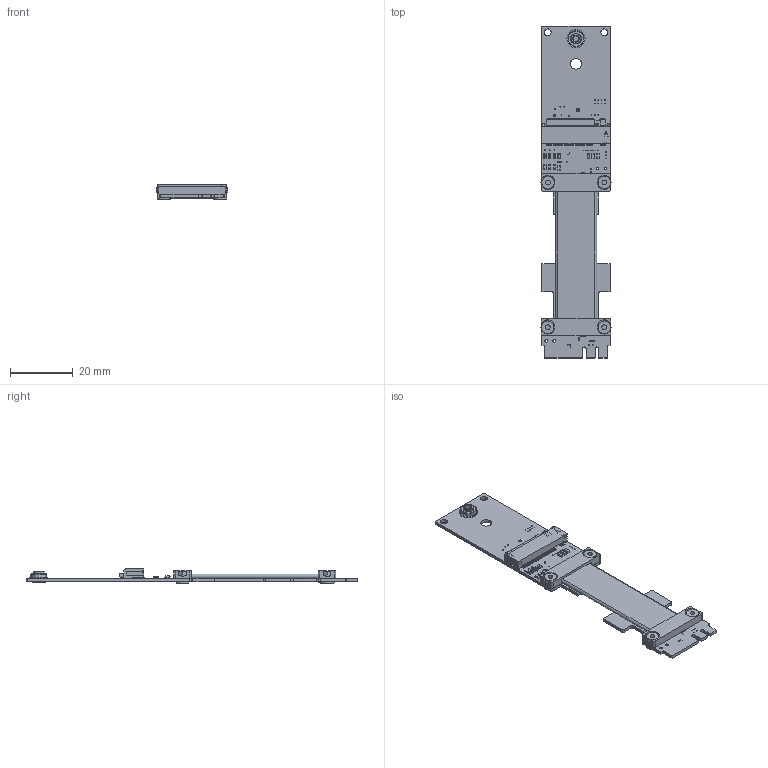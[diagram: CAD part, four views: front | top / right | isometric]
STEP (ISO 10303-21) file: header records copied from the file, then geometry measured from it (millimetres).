
FILE_DESCRIPTION(('Open CASCADE Model'),'2;1');
FILE_NAME('Open CASCADE Shape Model','2020-03-21T02:57:55',('Author'),( 'Open CASCADE'),'Open CASCADE STEP processor 6.8','Open CASCADE 6.8' ,'Unknown');
FILE_SCHEMA(('AUTOMOTIVE_DESIGN { 1 0 10303 214 1 1 1 1 }'));
Length unit declared in the file: millimetre
Products named in the file (34): PCB; Board; Open CASCADE STEP translator 6.8 16.1.1; C1; C0603_060; R3; 0603_RES; Capsule; Encapsulation; TopCover; R2; R1; D3_ACC; LED_AP1608; D2_ERR; D1_VCC; CN1; c-1-2199119-2-a1-3d_RGB4404530; C5; C4; C3; C2; Free-Models; M2_nuc_RGB6740479; Hexagon_nut_ISO_4032_(DIN_934)_-_M2_RGB9411503; G0030_RGB14277081; RP55S-PAD; G0030_RGB12967653; G0038; Tape14x5_RGB0; G0030_RGB9411503; cable20-43-s
Assembly tree (57 placements, depth 4):
  PCB
    Board
      Open CASCADE STEP translator 6.8 16.1.1
    C1
      C0603_060
      C0603_060
      C0603_060
    R3
      0603_RES
        Capsule
        Encapsulation  x2
        TopCover
    R2
      0603_RES
        Capsule
        Encapsulation  x2
        TopCover
    R1
      0603_RES
        Capsule
        Encapsulation  x2
        TopCover
    D3_ACC
      LED_AP1608
    D2_ERR
      LED_AP1608
    D1_VCC
      LED_AP1608
    CN1
      c-1-2199119-2-a1-3d_RGB4404530
    C5
      C0603_060
      C0603_060
      C0603_060
    C4
      C0603_060
      C0603_060
      C0603_060
    C3
      C0603_060
      C0603_060
      C0603_060
    C2
      C0603_060
      C0603_060
      C0603_060
    Free-Models
      M2_nuc_RGB6740479
      Hexagon_nut_ISO_4032_(DIN_934)_-_M2_RGB9411503  x4
      G0030_RGB14277081  x2
      RP55S-PAD  x2
      G0030_RGB12967653
      G0038  x2
      Tape14x5_RGB0
      G0030_RGB9411503  x2
      cable20-43-s
Bounding box: 22.64 x 105.62 x 4.58 mm (x, y, z)
Volume: 3280 mm3; surface area: 9025.2 mm2
Topology: 100 solids, 100 shells, 4086 faces, 10803 edges, 7067 vertices
Faces by surface type: plane 2367, cylinder 984, bspline 556, torus 82, cone 57, sphere 40
Full cylindrical faces by diameter (mm): 0.254 x85, 0.6 x40, 0.9 x4, 1.1 x1, 1.6 x1, 2 x1, 2.2 x10, 3.2 x1, 3.3 x1, 3.4 x1, 3.5 x2, 5 x1
Entity records: 117829 total; most frequent: CARTESIAN_POINT 26130, ORIENTED_EDGE 15174, DIRECTION 14219, EDGE_CURVE 7587, LINE 5329, VECTOR 5329, VERTEX_POINT 4995, AXIS2_PLACEMENT_3D 4445
